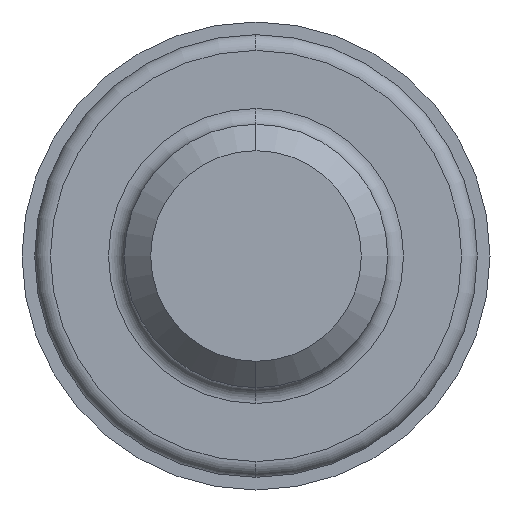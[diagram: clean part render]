
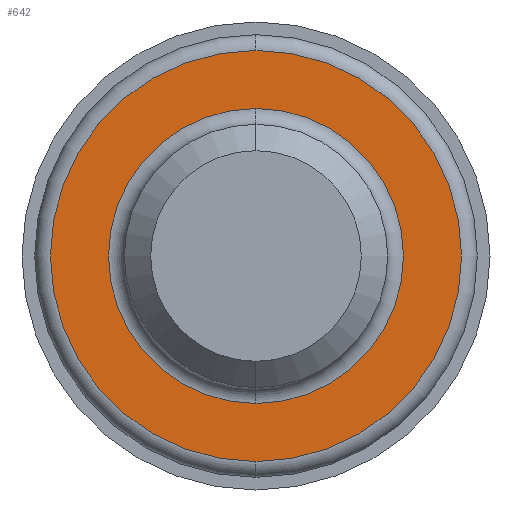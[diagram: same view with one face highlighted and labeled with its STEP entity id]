
A CAD part, left-side view. The second image highlights one B-rep face of the part: STEP entity #642.
In plain terms, the highlighted planar face has unit normal (-1, 0, 0).
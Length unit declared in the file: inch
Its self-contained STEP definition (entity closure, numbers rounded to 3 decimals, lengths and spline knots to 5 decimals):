
#1 = CARTESIAN_POINT ( 'NONE',  ( 2., 0., -0.27985 ) ) ;
#14 = VERTEX_POINT ( 'NONE', #524 ) ;
#32 = EDGE_CURVE ( 'NONE', #14, #497, #692, .T. ) ;
#57 = AXIS2_PLACEMENT_3D ( 'NONE', #565, #459, #232 ) ;
#63 = DIRECTION ( 'NONE',  ( -1., 0., 0. ) ) ;
#66 = ORIENTED_EDGE ( 'NONE', *, *, #172, .T. ) ;
#68 = PLANE ( 'NONE',  #448 ) ;
#135 = EDGE_LOOP ( 'NONE', ( #511, #339 ) ) ;
#163 = CARTESIAN_POINT ( 'NONE',  ( 2., 0., 0.39 ) ) ;
#172 = EDGE_CURVE ( 'NONE', #182, #576, #346, .T. ) ;
#179 = DIRECTION ( 'NONE',  ( 0., 0., -1. ) ) ;
#182 = VERTEX_POINT ( 'NONE', #163 ) ;
#190 = CIRCLE ( 'NONE', #57, 0.39 ) ;
#199 = CARTESIAN_POINT ( 'NONE',  ( 2., 0., 0. ) ) ;
#225 = EDGE_LOOP ( 'NONE', ( #66, #659 ) ) ;
#232 = DIRECTION ( 'NONE',  ( 0., 0., 1. ) ) ;
#253 = AXIS2_PLACEMENT_3D ( 'NONE', #318, #596, #603 ) ;
#279 = DIRECTION ( 'NONE',  ( 0., 0., 1. ) ) ;
#284 = AXIS2_PLACEMENT_3D ( 'NONE', #344, #63, #279 ) ;
#304 = EDGE_CURVE ( 'NONE', #576, #182, #190, .T. ) ;
#318 = CARTESIAN_POINT ( 'NONE',  ( 2., 0., 0. ) ) ;
#324 = DIRECTION ( 'NONE',  ( 0., 0., 1. ) ) ;
#337 = DIRECTION ( 'NONE',  ( 1., 0., 0. ) ) ;
#339 = ORIENTED_EDGE ( 'NONE', *, *, #661, .F. ) ;
#344 = CARTESIAN_POINT ( 'NONE',  ( 2., 0., 0. ) ) ;
#346 = CIRCLE ( 'NONE', #253, 0.39 ) ;
#381 = FACE_OUTER_BOUND ( 'NONE', #225, .T. ) ;
#448 = AXIS2_PLACEMENT_3D ( 'NONE', #616, #337, #179 ) ;
#459 = DIRECTION ( 'NONE',  ( -1., 0., 0. ) ) ;
#497 = VERTEX_POINT ( 'NONE', #1 ) ;
#508 = DIRECTION ( 'NONE',  ( -1., 0., 0. ) ) ;
#511 = ORIENTED_EDGE ( 'NONE', *, *, #32, .F. ) ;
#524 = CARTESIAN_POINT ( 'NONE',  ( 2., 0., 0.27985 ) ) ;
#527 = CIRCLE ( 'NONE', #284, 0.27985 ) ;
#565 = CARTESIAN_POINT ( 'NONE',  ( 2., 0., 0. ) ) ;
#576 = VERTEX_POINT ( 'NONE', #631 ) ;
#596 = DIRECTION ( 'NONE',  ( -1., 0., 0. ) ) ;
#599 = AXIS2_PLACEMENT_3D ( 'NONE', #199, #508, #324 ) ;
#603 = DIRECTION ( 'NONE',  ( 0., 0., 1. ) ) ;
#605 = FACE_BOUND ( 'NONE', #135, .T. ) ;
#616 = CARTESIAN_POINT ( 'NONE',  ( 2., 0.39, 0. ) ) ;
#631 = CARTESIAN_POINT ( 'NONE',  ( 2., 0., -0.39 ) ) ;
#642 = ADVANCED_FACE ( 'NONE', ( #605, #381 ), #68, .F. ) ;
#659 = ORIENTED_EDGE ( 'NONE', *, *, #304, .T. ) ;
#661 = EDGE_CURVE ( 'NONE', #497, #14, #527, .T. ) ;
#692 = CIRCLE ( 'NONE', #599, 0.27985 ) ;
